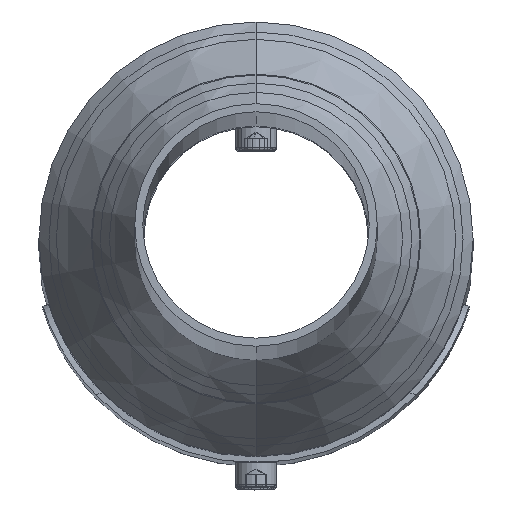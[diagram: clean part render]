
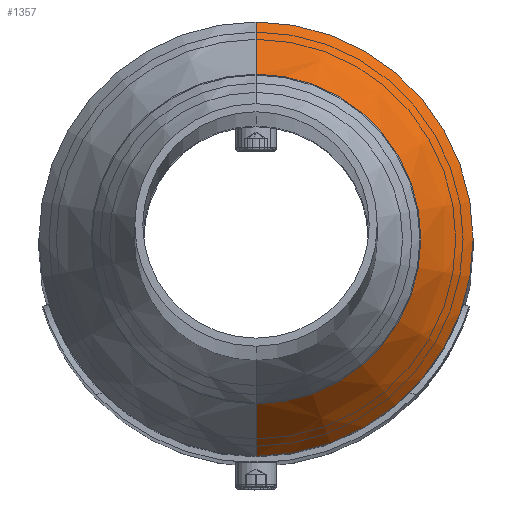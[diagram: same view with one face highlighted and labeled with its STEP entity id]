
A CAD part, top view. The second image highlights one B-rep face of the part: STEP entity #1357.
In plain terms, the highlighted conical face has half-angle 33.5 degrees and reference radius 40.762 mm.
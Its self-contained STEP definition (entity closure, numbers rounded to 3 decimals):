
#51 = VECTOR ( 'NONE', #4193, 1000. ) ;
#147 = LINE ( 'NONE', #3784, #51 ) ;
#265 = CARTESIAN_POINT ( 'NONE',  ( 0., 1510., 0. ) ) ;
#272 = AXIS2_PLACEMENT_3D ( 'NONE', #265, #1933, #1363 ) ;
#278 = LINE ( 'NONE', #942, #2766 ) ;
#305 = DIRECTION ( 'NONE',  ( 0., 1., 0. ) ) ;
#538 = CARTESIAN_POINT ( 'NONE',  ( 0., 1510., 0. ) ) ;
#758 = CIRCLE ( 'NONE', #3405, 54. ) ;
#916 = EDGE_CURVE ( 'NONE', #3749, #3298, #4047, .T. ) ;
#942 = CARTESIAN_POINT ( 'NONE',  ( 0., 1510., -40.762 ) ) ;
#949 = DIRECTION ( 'NONE',  ( 0., 0., 1. ) ) ;
#1025 = CARTESIAN_POINT ( 'NONE',  ( 0., 1510., -40.762 ) ) ;
#1357 = ADVANCED_FACE ( 'NONE', ( #2284 ), #2570, .T. ) ;
#1363 = DIRECTION ( 'NONE',  ( 0., 0., -1. ) ) ;
#1855 = DIRECTION ( 'NONE',  ( 0., 1., 0. ) ) ;
#1933 = DIRECTION ( 'NONE',  ( 0., -1., 0. ) ) ;
#2128 = ORIENTED_EDGE ( 'NONE', *, *, #2396, .T. ) ;
#2167 = AXIS2_PLACEMENT_3D ( 'NONE', #538, #1855, #2792 ) ;
#2249 = CARTESIAN_POINT ( 'NONE',  ( 0., 1510., 40.762 ) ) ;
#2284 = FACE_OUTER_BOUND ( 'NONE', #3884, .T. ) ;
#2320 = DIRECTION ( 'NONE',  ( 0., -0.834, -0.552 ) ) ;
#2396 = EDGE_CURVE ( 'NONE', #2440, #4064, #758, .T. ) ;
#2440 = VERTEX_POINT ( 'NONE', #2670 ) ;
#2550 = EDGE_CURVE ( 'NONE', #3749, #2440, #147, .T. ) ;
#2570 = CONICAL_SURFACE ( 'NONE', #272, 40.762, 0.585 ) ;
#2670 = CARTESIAN_POINT ( 'NONE',  ( 0., 1490., 54. ) ) ;
#2766 = VECTOR ( 'NONE', #2320, 1000. ) ;
#2792 = DIRECTION ( 'NONE',  ( 0., 0., 1. ) ) ;
#2802 = ORIENTED_EDGE ( 'NONE', *, *, #916, .F. ) ;
#3298 = VERTEX_POINT ( 'NONE', #1025 ) ;
#3299 = CARTESIAN_POINT ( 'NONE',  ( 0., 1490., 0. ) ) ;
#3375 = ORIENTED_EDGE ( 'NONE', *, *, #4232, .F. ) ;
#3405 = AXIS2_PLACEMENT_3D ( 'NONE', #3299, #305, #949 ) ;
#3749 = VERTEX_POINT ( 'NONE', #2249 ) ;
#3784 = CARTESIAN_POINT ( 'NONE',  ( 0., 1510., 40.762 ) ) ;
#3884 = EDGE_LOOP ( 'NONE', ( #2802, #4082, #2128, #3375 ) ) ;
#3991 = CARTESIAN_POINT ( 'NONE',  ( 0., 1490., -54. ) ) ;
#4047 = CIRCLE ( 'NONE', #2167, 40.762 ) ;
#4064 = VERTEX_POINT ( 'NONE', #3991 ) ;
#4082 = ORIENTED_EDGE ( 'NONE', *, *, #2550, .T. ) ;
#4193 = DIRECTION ( 'NONE',  ( 0., -0.834, 0.552 ) ) ;
#4232 = EDGE_CURVE ( 'NONE', #3298, #4064, #278, .T. ) ;
